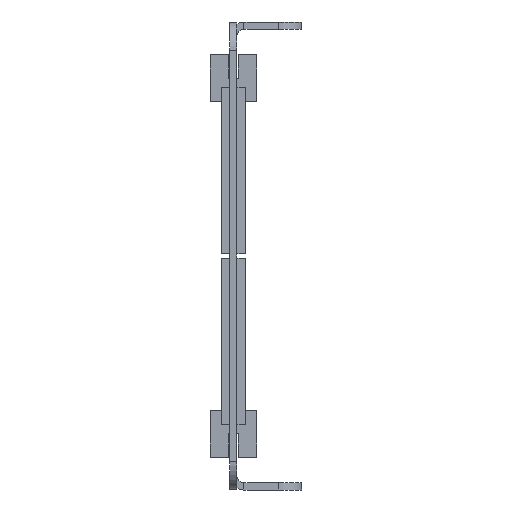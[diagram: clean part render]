
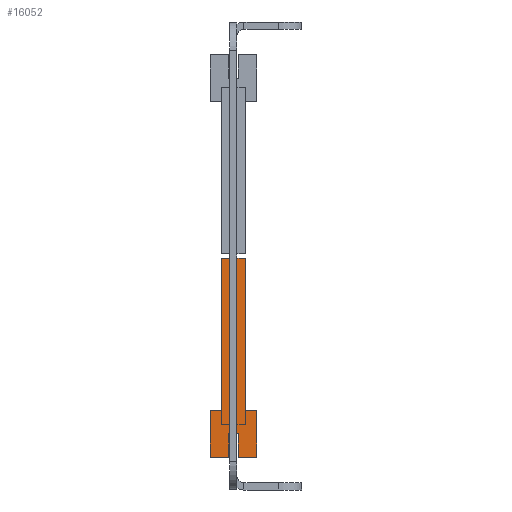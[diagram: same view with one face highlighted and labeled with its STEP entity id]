
A CAD part, left-side view. The second image highlights one B-rep face of the part: STEP entity #16052.
In plain terms, the highlighted face is planar.
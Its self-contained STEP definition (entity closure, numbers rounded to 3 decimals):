
#582 = LINE ( 'NONE', #17207, #24843 ) ;
#610 = VECTOR ( 'NONE', #15123, 1000. ) ;
#1306 = CARTESIAN_POINT ( 'NONE',  ( 0., -1., 690. ) ) ;
#2466 = DIRECTION ( 'NONE',  ( 0., -1., 0. ) ) ;
#2762 = DIRECTION ( 'NONE',  ( 1., 0., 0. ) ) ;
#2811 = DIRECTION ( 'NONE',  ( 0., -1., 0. ) ) ;
#3034 = DIRECTION ( 'NONE',  ( -1., 0., 0. ) ) ;
#3871 = PLANE ( 'NONE',  #21162 ) ;
#4020 = VERTEX_POINT ( 'NONE', #37907 ) ;
#4740 = LINE ( 'NONE', #14613, #16780 ) ;
#4940 = CARTESIAN_POINT ( 'NONE',  ( 42.5, 2.5, 690. ) ) ;
#5474 = VECTOR ( 'NONE', #32474, 1000. ) ;
#6775 = CARTESIAN_POINT ( 'NONE',  ( 10., -5., 690. ) ) ;
#6901 = ORIENTED_EDGE ( 'NONE', *, *, #23554, .T. ) ;
#6966 = DIRECTION ( 'NONE',  ( -1., 0., 0. ) ) ;
#7207 = CARTESIAN_POINT ( 'NONE',  ( 10., -5., 690. ) ) ;
#7217 = VERTEX_POINT ( 'NONE', #34568 ) ;
#8549 = VECTOR ( 'NONE', #6966, 1000. ) ;
#8563 = CARTESIAN_POINT ( 'NONE',  ( 42.5, 2.5, 690. ) ) ;
#8929 = LINE ( 'NONE', #25122, #31223 ) ;
#9002 = ORIENTED_EDGE ( 'NONE', *, *, #30188, .T. ) ;
#9050 = VECTOR ( 'NONE', #19231, 1000. ) ;
#9610 = VECTOR ( 'NONE', #2762, 1000. ) ;
#9933 = LINE ( 'NONE', #7207, #5474 ) ;
#9954 = ORIENTED_EDGE ( 'NONE', *, *, #26844, .T. ) ;
#9967 = CARTESIAN_POINT ( 'NONE',  ( 0., 0., 690. ) ) ;
#10670 = LINE ( 'NONE', #36340, #21282 ) ;
#11667 = CARTESIAN_POINT ( 'NONE',  ( 5., 1., 690. ) ) ;
#11729 = LINE ( 'NONE', #8563, #25103 ) ;
#12504 = DIRECTION ( 'NONE',  ( 1., 0., 0. ) ) ;
#12790 = LINE ( 'NONE', #34275, #610 ) ;
#13243 = CARTESIAN_POINT ( 'NONE',  ( 0., -5., 690. ) ) ;
#14458 = VERTEX_POINT ( 'NONE', #4940 ) ;
#14613 = CARTESIAN_POINT ( 'NONE',  ( 10., 5., 690. ) ) ;
#14673 = VERTEX_POINT ( 'NONE', #35821 ) ;
#15123 = DIRECTION ( 'NONE',  ( -1., 0., 0. ) ) ;
#15319 = CARTESIAN_POINT ( 'NONE',  ( 42.5, -2.5, 690. ) ) ;
#15798 = CARTESIAN_POINT ( 'NONE',  ( 0., 1., 690. ) ) ;
#15927 = VERTEX_POINT ( 'NONE', #21978 ) ;
#16052 = ADVANCED_FACE ( 'NONE', ( #18210 ), #3871, .T. ) ;
#16071 = LINE ( 'NONE', #29328, #9050 ) ;
#16150 = EDGE_CURVE ( 'NONE', #33785, #16431, #16071, .T. ) ;
#16431 = VERTEX_POINT ( 'NONE', #6775 ) ;
#16780 = VECTOR ( 'NONE', #36502, 1000. ) ;
#17207 = CARTESIAN_POINT ( 'NONE',  ( 0., -5., 690. ) ) ;
#17409 = ORIENTED_EDGE ( 'NONE', *, *, #20849, .F. ) ;
#17568 = VERTEX_POINT ( 'NONE', #1306 ) ;
#18210 = FACE_OUTER_BOUND ( 'NONE', #31018, .T. ) ;
#18211 = CARTESIAN_POINT ( 'NONE',  ( 10., 5., 690. ) ) ;
#18662 = LINE ( 'NONE', #31933, #26526 ) ;
#19231 = DIRECTION ( 'NONE',  ( 1., 0., 0. ) ) ;
#20227 = EDGE_CURVE ( 'NONE', #4020, #14673, #10670, .T. ) ;
#20355 = ORIENTED_EDGE ( 'NONE', *, *, #16150, .T. ) ;
#20849 = EDGE_CURVE ( 'NONE', #22906, #15927, #24907, .T. ) ;
#21162 = AXIS2_PLACEMENT_3D ( 'NONE', #9967, #25752, #12504 ) ;
#21282 = VECTOR ( 'NONE', #36556, 1000. ) ;
#21978 = CARTESIAN_POINT ( 'NONE',  ( 10., -2.5, 690. ) ) ;
#22906 = VERTEX_POINT ( 'NONE', #15319 ) ;
#22928 = EDGE_CURVE ( 'NONE', #14458, #39564, #12790, .T. ) ;
#23430 = VECTOR ( 'NONE', #2811, 1000. ) ;
#23554 = EDGE_CURVE ( 'NONE', #39564, #37165, #4740, .T. ) ;
#24645 = LINE ( 'NONE', #15798, #9610 ) ;
#24843 = VECTOR ( 'NONE', #32997, 1000. ) ;
#24907 = LINE ( 'NONE', #28480, #8549 ) ;
#25103 = VECTOR ( 'NONE', #2466, 1000. ) ;
#25122 = CARTESIAN_POINT ( 'NONE',  ( 0., -1., 690. ) ) ;
#25746 = CARTESIAN_POINT ( 'NONE',  ( 5., 1., 690. ) ) ;
#25752 = DIRECTION ( 'NONE',  ( 0., 0., 1. ) ) ;
#26526 = VECTOR ( 'NONE', #38019, 1000. ) ;
#26844 = EDGE_CURVE ( 'NONE', #16431, #15927, #9933, .T. ) ;
#27701 = ORIENTED_EDGE ( 'NONE', *, *, #20227, .T. ) ;
#28375 = EDGE_CURVE ( 'NONE', #14673, #41176, #24645, .T. ) ;
#28480 = CARTESIAN_POINT ( 'NONE',  ( 42.5, -2.5, 690. ) ) ;
#28733 = ORIENTED_EDGE ( 'NONE', *, *, #35379, .T. ) ;
#29328 = CARTESIAN_POINT ( 'NONE',  ( 0., -5., 690. ) ) ;
#29659 = EDGE_CURVE ( 'NONE', #14458, #22906, #11729, .T. ) ;
#30188 = EDGE_CURVE ( 'NONE', #7217, #17568, #8929, .T. ) ;
#30959 = ORIENTED_EDGE ( 'NONE', *, *, #34454, .T. ) ;
#31018 = EDGE_LOOP ( 'NONE', ( #36122, #6901, #36719, #27701, #31261, #30959, #9002, #28733, #20355, #9954, #17409, #38460 ) ) ;
#31223 = VECTOR ( 'NONE', #3034, 1000. ) ;
#31261 = ORIENTED_EDGE ( 'NONE', *, *, #28375, .T. ) ;
#31324 = CARTESIAN_POINT ( 'NONE',  ( 10., 2.5, 690. ) ) ;
#31933 = CARTESIAN_POINT ( 'NONE',  ( 0., 5., 690. ) ) ;
#32474 = DIRECTION ( 'NONE',  ( 0., 1., 0. ) ) ;
#32622 = EDGE_CURVE ( 'NONE', #37165, #4020, #18662, .T. ) ;
#32997 = DIRECTION ( 'NONE',  ( 0., -1., 0. ) ) ;
#33785 = VERTEX_POINT ( 'NONE', #13243 ) ;
#34275 = CARTESIAN_POINT ( 'NONE',  ( 42.5, 2.5, 690. ) ) ;
#34454 = EDGE_CURVE ( 'NONE', #41176, #7217, #34787, .T. ) ;
#34568 = CARTESIAN_POINT ( 'NONE',  ( 5., -1., 690. ) ) ;
#34787 = LINE ( 'NONE', #11667, #23430 ) ;
#35379 = EDGE_CURVE ( 'NONE', #17568, #33785, #582, .T. ) ;
#35821 = CARTESIAN_POINT ( 'NONE',  ( 0., 1., 690. ) ) ;
#36122 = ORIENTED_EDGE ( 'NONE', *, *, #22928, .T. ) ;
#36340 = CARTESIAN_POINT ( 'NONE',  ( 0., 5., 690. ) ) ;
#36502 = DIRECTION ( 'NONE',  ( 0., 1., 0. ) ) ;
#36556 = DIRECTION ( 'NONE',  ( 0., -1., 0. ) ) ;
#36719 = ORIENTED_EDGE ( 'NONE', *, *, #32622, .T. ) ;
#37165 = VERTEX_POINT ( 'NONE', #18211 ) ;
#37907 = CARTESIAN_POINT ( 'NONE',  ( 0., 5., 690. ) ) ;
#38019 = DIRECTION ( 'NONE',  ( -1., 0., 0. ) ) ;
#38460 = ORIENTED_EDGE ( 'NONE', *, *, #29659, .F. ) ;
#39564 = VERTEX_POINT ( 'NONE', #31324 ) ;
#41176 = VERTEX_POINT ( 'NONE', #25746 ) ;
